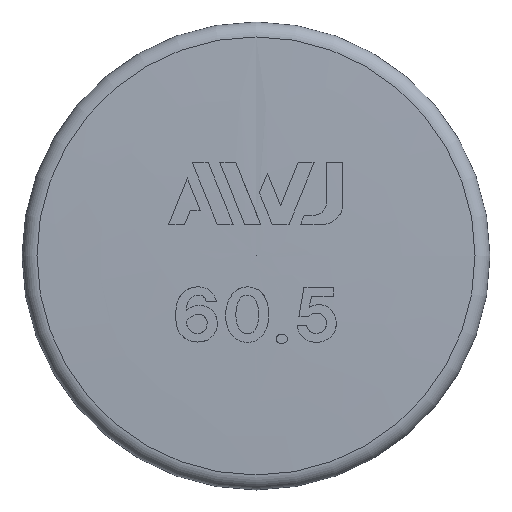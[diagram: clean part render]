
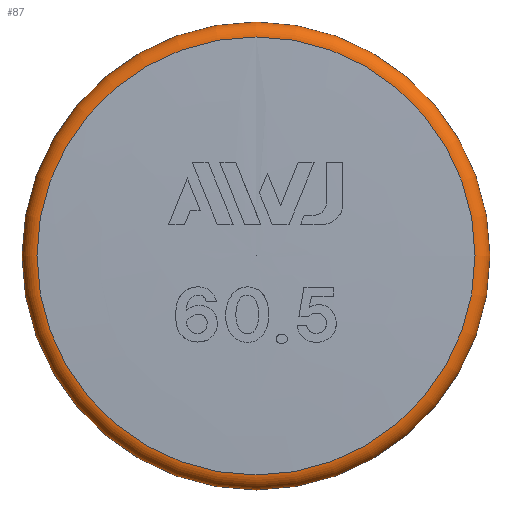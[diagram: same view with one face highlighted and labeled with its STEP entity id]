
A CAD part, top view. The second image highlights one B-rep face of the part: STEP entity #87.
In plain terms, the highlighted toroidal (fillet/blend) face has major radius 28.25 mm and minor radius 2 mm.
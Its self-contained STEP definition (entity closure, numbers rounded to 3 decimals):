
#87 = ADVANCED_FACE( '', ( #193, #194 ), #195, .T. );
#193 = FACE_OUTER_BOUND( '', #456, .T. );
#194 = FACE_OUTER_BOUND( '', #457, .T. );
#195 = TOROIDAL_SURFACE( '', #458, 28.25, 2. );
#456 = EDGE_LOOP( '', ( #1003 ) );
#457 = EDGE_LOOP( '', ( #1004 ) );
#458 = AXIS2_PLACEMENT_3D( '', #1005, #1006, #1007 );
#1003 = ORIENTED_EDGE( '', *, *, #1589, .F. );
#1004 = ORIENTED_EDGE( '', *, *, #1540, .T. );
#1005 = CARTESIAN_POINT( '', ( 0., 0., 24.567 ) );
#1006 = DIRECTION( '', ( 0., 0., -1. ) );
#1007 = DIRECTION( '', ( 0., 1., 0. ) );
#1540 = EDGE_CURVE( '', #1718, #1718, #1719, .T. );
#1589 = EDGE_CURVE( '', #1806, #1806, #1807, .T. );
#1718 = VERTEX_POINT( '', #2176 );
#1719 = CIRCLE( '', #2177, 28.316 );
#1806 = VERTEX_POINT( '', #2646 );
#1807 = CIRCLE( '', #2647, 30.25 );
#2176 = CARTESIAN_POINT( '', ( 0., 28.316, 26.566 ) );
#2177 = AXIS2_PLACEMENT_3D( '', #3354, #3355, #3356 );
#2646 = CARTESIAN_POINT( '', ( 0., 30.25, 24.567 ) );
#2647 = AXIS2_PLACEMENT_3D( '', #3367, #3368, #3369 );
#3354 = CARTESIAN_POINT( '', ( 0., 0., 26.566 ) );
#3355 = DIRECTION( '', ( 0., 0., -1. ) );
#3356 = DIRECTION( '', ( 0., 1., 0. ) );
#3367 = CARTESIAN_POINT( '', ( 0., 0., 24.567 ) );
#3368 = DIRECTION( '', ( 0., 0., -1. ) );
#3369 = DIRECTION( '', ( 0., 1., 0. ) );
